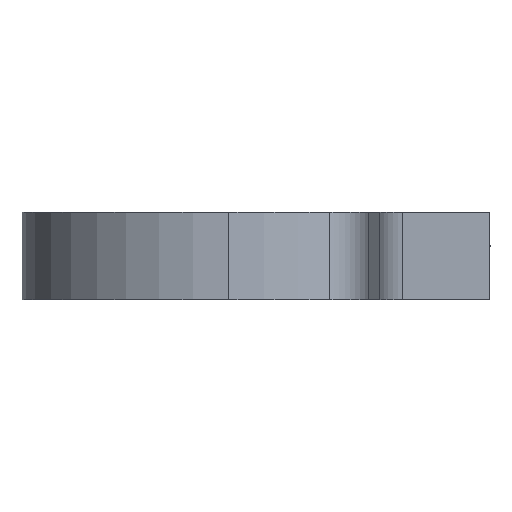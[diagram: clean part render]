
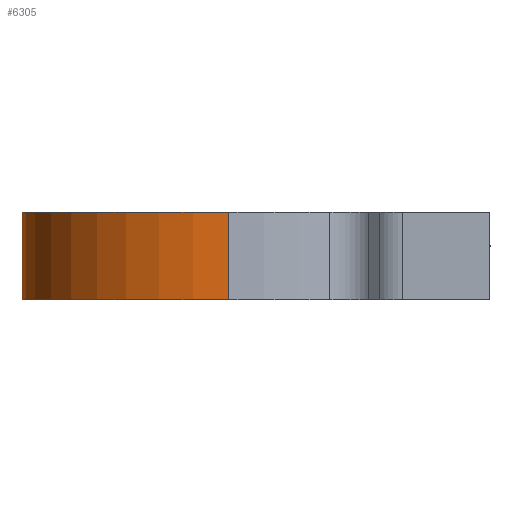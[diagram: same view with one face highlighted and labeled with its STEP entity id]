
A CAD part, left-side view. The second image highlights one B-rep face of the part: STEP entity #6305.
In plain terms, the highlighted cylindrical face has radius 19 mm (diameter 38 mm), a partial arc.
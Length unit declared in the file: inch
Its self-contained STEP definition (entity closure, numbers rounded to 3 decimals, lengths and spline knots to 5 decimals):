
#113 = VERTEX_POINT ( 'NONE', #13667 ) ;
#606 = CARTESIAN_POINT ( 'NONE',  ( 0.69091, 0.28715, 0.27226 ) ) ;
#669 = CARTESIAN_POINT ( 'NONE',  ( 0.6521, 0.36654, 0.08549 ) ) ;
#736 = CARTESIAN_POINT ( 'NONE',  ( 0.6652, 0.34241, 0.06636 ) ) ;
#1120 = EDGE_CURVE ( 'NONE', #16506, #8439, #12186, .T. ) ;
#1881 = CARTESIAN_POINT ( 'NONE',  ( 0.69095, 0.28706, 0.04268 ) ) ;
#1929 = ORIENTED_EDGE ( 'NONE', *, *, #14371, .T. ) ;
#2127 = CARTESIAN_POINT ( 'NONE',  ( 0.63259, 0.39922, 0.16535 ) ) ;
#2372 = ORIENTED_EDGE ( 'NONE', *, *, #7938, .F. ) ;
#2406 = CARTESIAN_POINT ( 'NONE',  ( 0., 0., 0.31496 ) ) ;
#2527 = B_SPLINE_CURVE_WITH_KNOTS ( 'NONE', 3,
 ( #10528, #1881, #10842, #12324, #736, #3708, #669, #13929, #6555, #3462, #13680, #9365, #12452, #2127, #7769, #15257, #13743, #5152, #6360, #13867, #13803, #10965, #3589, #12191, #606, #6493 ),
 .UNSPECIFIED., .F., .F.,
 ( 4, 2, 2, 2, 2, 2, 2, 2, 2, 2, 2, 2, 4 ),
 ( 0., 0.00125, 0.00249, 0.00312, 0.00374, 0.00437, 0.00499, 0.00561, 0.00624, 0.00686, 0.00748, 0.00873, 0.00998 ),
 .UNSPECIFIED. ) ;
#2751 = VERTEX_POINT ( 'NONE', #2851 ) ;
#2851 = CARTESIAN_POINT ( 'NONE',  ( -0.74803, 0., 0.31496 ) ) ;
#3047 = VERTEX_POINT ( 'NONE', #13423 ) ;
#3426 = CARTESIAN_POINT ( 'NONE',  ( 0., 0., 0.31496 ) ) ;
#3462 = CARTESIAN_POINT ( 'NONE',  ( 0.63836, 0.38997, 0.11693 ) ) ;
#3589 = CARTESIAN_POINT ( 'NONE',  ( 0.67147, 0.33003, 0.25537 ) ) ;
#3708 = CARTESIAN_POINT ( 'NONE',  ( 0.65533, 0.36076, 0.08033 ) ) ;
#4823 = VECTOR ( 'NONE', #16181, 39.37008 ) ;
#4947 = VECTOR ( 'NONE', #8391, 39.37008 ) ;
#5152 = CARTESIAN_POINT ( 'NONE',  ( 0.64292, 0.3824, 0.21101 ) ) ;
#5676 = EDGE_CURVE ( 'NONE', #8275, #2751, #17394, .T. ) ;
#6305 = ADVANCED_FACE ( 'NONE', ( #8491 ), #15364, .T. ) ;
#6360 = CARTESIAN_POINT ( 'NONE',  ( 0.64571, 0.37768, 0.21731 ) ) ;
#6493 = CARTESIAN_POINT ( 'NONE',  ( 0.69682, 0.27201, 0.27612 ) ) ;
#6555 = CARTESIAN_POINT ( 'NONE',  ( 0.64321, 0.38191, 0.10326 ) ) ;
#6698 = CARTESIAN_POINT ( 'NONE',  ( -0.74803, 0., 0. ) ) ;
#7769 = CARTESIAN_POINT ( 'NONE',  ( 0.63331, 0.3981, 0.17356 ) ) ;
#7938 = EDGE_CURVE ( 'NONE', #113, #3047, #2527, .T. ) ;
#8275 = VERTEX_POINT ( 'NONE', #11398 ) ;
#8391 = DIRECTION ( 'NONE',  ( 0., 0., -1. ) ) ;
#8439 = VERTEX_POINT ( 'NONE', #6698 ) ;
#8491 = FACE_OUTER_BOUND ( 'NONE', #9854, .T. ) ;
#8624 = CARTESIAN_POINT ( 'NONE',  ( 0.69682, 0.27201, 0.31496 ) ) ;
#9144 = DIRECTION ( 'NONE',  ( -1., 0., 0. ) ) ;
#9365 = CARTESIAN_POINT ( 'NONE',  ( 0.63344, 0.39788, 0.14026 ) ) ;
#9854 = EDGE_LOOP ( 'NONE', ( #17440, #13265, #1929, #2372, #17482, #14582 ) ) ;
#10044 = EDGE_CURVE ( 'NONE', #113, #16506, #12600, .T. ) ;
#10528 = CARTESIAN_POINT ( 'NONE',  ( 0.69682, 0.27201, 0.03884 ) ) ;
#10564 = CARTESIAN_POINT ( 'NONE',  ( -0.74803, 0., 0.31496 ) ) ;
#10772 = CARTESIAN_POINT ( 'NONE',  ( 0., 0., 0. ) ) ;
#10842 = CARTESIAN_POINT ( 'NONE',  ( 0.68472, 0.30156, 0.04734 ) ) ;
#10965 = CARTESIAN_POINT ( 'NONE',  ( 0.66475, 0.34328, 0.24807 ) ) ;
#11018 = CARTESIAN_POINT ( 'NONE',  ( 0.69682, 0.27201, 0.31496 ) ) ;
#11176 = LINE ( 'NONE', #10564, #11626 ) ;
#11201 = AXIS2_PLACEMENT_3D ( 'NONE', #3426, #12029, #9144 ) ;
#11398 = CARTESIAN_POINT ( 'NONE',  ( 0.69682, 0.27201, 0.31496 ) ) ;
#11626 = VECTOR ( 'NONE', #16382, 39.37008 ) ;
#12029 = DIRECTION ( 'NONE',  ( 0., 0., -1. ) ) ;
#12186 = CIRCLE ( 'NONE', #14200, 0.74803 ) ;
#12191 = CARTESIAN_POINT ( 'NONE',  ( 0.68458, 0.30191, 0.26751 ) ) ;
#12324 = CARTESIAN_POINT ( 'NONE',  ( 0.67186, 0.32923, 0.05921 ) ) ;
#12452 = CARTESIAN_POINT ( 'NONE',  ( 0.63266, 0.39911, 0.14848 ) ) ;
#12600 = LINE ( 'NONE', #8624, #4823 ) ;
#13265 = ORIENTED_EDGE ( 'NONE', *, *, #5676, .F. ) ;
#13423 = CARTESIAN_POINT ( 'NONE',  ( 0.69682, 0.27201, 0.27612 ) ) ;
#13667 = CARTESIAN_POINT ( 'NONE',  ( 0.69682, 0.27201, 0.03884 ) ) ;
#13680 = CARTESIAN_POINT ( 'NONE',  ( 0.63632, 0.39327, 0.12434 ) ) ;
#13743 = CARTESIAN_POINT ( 'NONE',  ( 0.63806, 0.39045, 0.19705 ) ) ;
#13803 = CARTESIAN_POINT ( 'NONE',  ( 0.65493, 0.36148, 0.23401 ) ) ;
#13867 = CARTESIAN_POINT ( 'NONE',  ( 0.6517, 0.36726, 0.22878 ) ) ;
#13929 = CARTESIAN_POINT ( 'NONE',  ( 0.64606, 0.37708, 0.0969 ) ) ;
#14200 = AXIS2_PLACEMENT_3D ( 'NONE', #10772, #16653, #18103 ) ;
#14371 = EDGE_CURVE ( 'NONE', #8275, #3047, #18169, .T. ) ;
#14582 = ORIENTED_EDGE ( 'NONE', *, *, #1120, .T. ) ;
#14634 = AXIS2_PLACEMENT_3D ( 'NONE', #2406, #17007, #18592 ) ;
#15257 = CARTESIAN_POINT ( 'NONE',  ( 0.63607, 0.39366, 0.1896 ) ) ;
#15364 = CYLINDRICAL_SURFACE ( 'NONE', #11201, 0.74803 ) ;
#16181 = DIRECTION ( 'NONE',  ( 0., 0., -1. ) ) ;
#16382 = DIRECTION ( 'NONE',  ( 0., 0., -1. ) ) ;
#16506 = VERTEX_POINT ( 'NONE', #17387 ) ;
#16653 = DIRECTION ( 'NONE',  ( 0., 0., 1. ) ) ;
#16762 = EDGE_CURVE ( 'NONE', #2751, #8439, #11176, .T. ) ;
#17007 = DIRECTION ( 'NONE',  ( 0., 0., 1. ) ) ;
#17387 = CARTESIAN_POINT ( 'NONE',  ( 0.69682, 0.27201, 0. ) ) ;
#17394 = CIRCLE ( 'NONE', #14634, 0.74803 ) ;
#17440 = ORIENTED_EDGE ( 'NONE', *, *, #16762, .F. ) ;
#17482 = ORIENTED_EDGE ( 'NONE', *, *, #10044, .T. ) ;
#18103 = DIRECTION ( 'NONE',  ( 1., 0., 0. ) ) ;
#18169 = LINE ( 'NONE', #11018, #4947 ) ;
#18592 = DIRECTION ( 'NONE',  ( 1., 0., 0. ) ) ;
